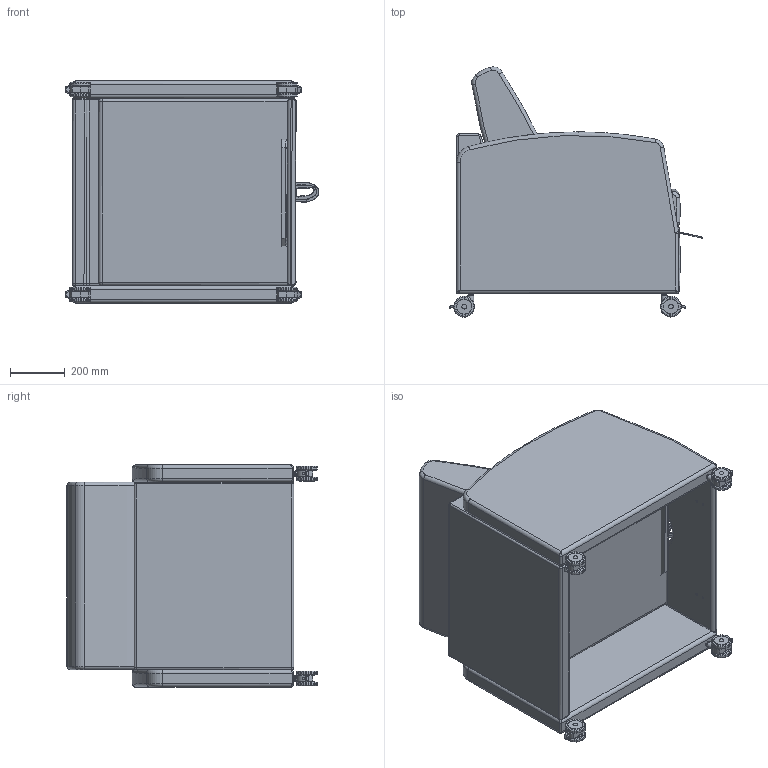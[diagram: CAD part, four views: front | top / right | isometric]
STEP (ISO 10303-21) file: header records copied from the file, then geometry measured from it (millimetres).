
FILE_DESCRIPTION(/* description */ (''),/* implementation_level */ '2;1');
FILE_NAME(/* name */ 'E0700F sitting.stp',/* time_stamp */ '2017-01-25T11:36:46-05:00',/* author */ ('emerkel'),/* organization */ (''),/* preprocessor_version */ 'ST-DEVELOPER v16.5',/* originating_system */ 'Autodesk Inventor 2017',/* authorisation */ '');
FILE_SCHEMA (('AUTOMOTIVE_DESIGN { 1 0 10303 214 3 1 1 }'));
Length unit declared in the file: inch
Products named in the file (14): E0700F sitting; E0800 UARM L; E0800 UARM R; UFBACK E0700; UOBACK E0700; UPOUT 0700; USEAT 0700; CAST COL 3"LC; CAST COL LOCK; CAST COL 3IN CENTER; CAST COL 3IN WHEEL; CAST COL 3IN INNER WHEEL; CSTR STEM 1.5C; USEATX 0700
Assembly tree (18 placements, depth 3):
  E0700F sitting
    E0800 UARM L
    E0800 UARM R
    UFBACK E0700
    UOBACK E0700
    UPOUT 0700
    USEAT 0700
    CAST COL 3"LC  x4
      CAST COL 3IN WHEEL
      CAST COL LOCK
      CAST COL 3IN CENTER
      CAST COL 3IN INNER WHEEL
      CSTR STEM 1.5C
    USEATX 0700
Bounding box: 928.57 x 915.18 x 813.42 mm (x, y, z)
Volume: 253988286.1 mm3; surface area: 7084751.1 mm2
Topology: 35 solids, 35 shells, 854 faces, 1848 edges, 1095 vertices
Faces by surface type: cylinder 328, plane 219, torus 195, bspline 52, sphere 48, cone 12
Full cylindrical faces by diameter (mm): 7.938 x11, 8.89 x4, 9.525 x4, 10.998 x4, 17.462 x4, 17.475 x4, 17.526 x8, 20.747 x4, 55.88 x8, 55.956 x8, 75.006 x8
Entity records: 16182 total; most frequent: CARTESIAN_POINT 6899, DIRECTION 1971, ORIENTED_EDGE 1746, EDGE_CURVE 873, AXIS2_PLACEMENT_3D 819, VERTEX_POINT 534, EDGE_LOOP 475, FACE_OUTER_BOUND 413
